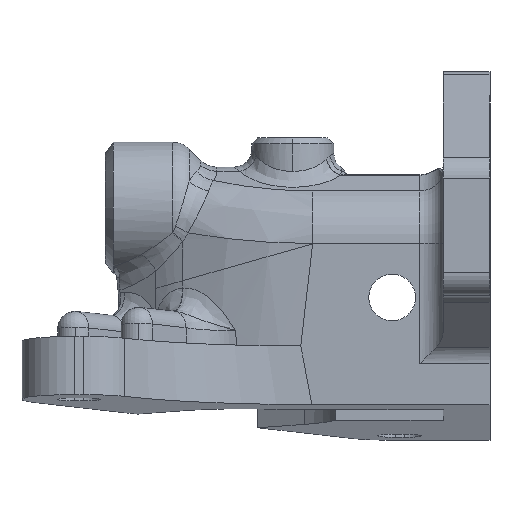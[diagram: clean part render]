
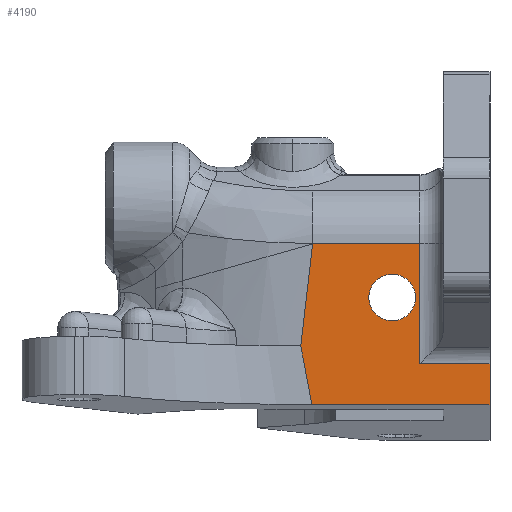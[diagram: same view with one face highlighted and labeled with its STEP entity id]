
A CAD part, left-side view. The second image highlights one B-rep face of the part: STEP entity #4190.
In plain terms, the highlighted planar face has unit normal (-1, 0, 0).
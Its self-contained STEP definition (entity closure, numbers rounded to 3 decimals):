
#249 = EDGE_CURVE ( 'NONE', #5808, #3576, #11350, .T. ) ;
#430 = CARTESIAN_POINT ( 'NONE',  ( -7.82, 0., -13.328 ) ) ;
#485 = VERTEX_POINT ( 'NONE', #430 ) ;
#491 = EDGE_CURVE ( 'NONE', #11273, #1563, #11280, .T. ) ;
#524 = DIRECTION ( 'NONE',  ( -1., 0., 0. ) ) ;
#583 = EDGE_CURVE ( 'NONE', #1563, #9075, #6468, .T. ) ;
#785 = CARTESIAN_POINT ( 'NONE',  ( -7.82, 15.716, -14.311 ) ) ;
#786 = CARTESIAN_POINT ( 'NONE',  ( -7.82, 0., -16.821 ) ) ;
#1064 = DIRECTION ( 'NONE',  ( 0., 0., 1. ) ) ;
#1129 = DIRECTION ( 'NONE',  ( 0., -0.116, 0.993 ) ) ;
#1236 = AXIS2_PLACEMENT_3D ( 'NONE', #7341, #2003, #1064 ) ;
#1467 = CARTESIAN_POINT ( 'NONE',  ( -7.82, 8.375, -7.655 ) ) ;
#1526 = LINE ( 'NONE', #1643, #4244 ) ;
#1563 = VERTEX_POINT ( 'NONE', #4651 ) ;
#1643 = CARTESIAN_POINT ( 'NONE',  ( -7.82, 0., -13.328 ) ) ;
#1777 = ORIENTED_EDGE ( 'NONE', *, *, #249, .F. ) ;
#1956 = FACE_BOUND ( 'NONE', #6286, .T. ) ;
#2003 = DIRECTION ( 'NONE',  ( -1., 0., 0. ) ) ;
#2274 = EDGE_CURVE ( 'NONE', #3481, #3925, #10739, .T. ) ;
#2364 = EDGE_CURVE ( 'NONE', #5808, #485, #10673, .T. ) ;
#2532 = EDGE_CURVE ( 'NONE', #485, #11273, #1526, .T. ) ;
#2541 = DIRECTION ( 'NONE',  ( 0., 0.186, 0.982 ) ) ;
#2616 = CARTESIAN_POINT ( 'NONE',  ( -7.82, 16.192, -11.8 ) ) ;
#2675 = AXIS2_PLACEMENT_3D ( 'NONE', #7939, #4447, #7993 ) ;
#2690 = CARTESIAN_POINT ( 'NONE',  ( -7.82, 0., -7.5 ) ) ;
#2794 = LINE ( 'NONE', #2910, #6228 ) ;
#2830 = CARTESIAN_POINT ( 'NONE',  ( -7.82, 8.375, -9.655 ) ) ;
#2848 = CARTESIAN_POINT ( 'NONE',  ( -7.82, 15.24, -16.821 ) ) ;
#2910 = CARTESIAN_POINT ( 'NONE',  ( -7.82, 15.173, 0.093 ) ) ;
#3239 = VECTOR ( 'NONE', #2541, 1000. ) ;
#3254 = EDGE_CURVE ( 'NONE', #11450, #8125, #7539, .T. ) ;
#3275 = CARTESIAN_POINT ( 'NONE',  ( -7.82, 6., -7.5 ) ) ;
#3348 = DIRECTION ( 'NONE',  ( 0., 1., 0. ) ) ;
#3395 = LINE ( 'NONE', #785, #3239 ) ;
#3481 = VERTEX_POINT ( 'NONE', #2616 ) ;
#3559 = EDGE_CURVE ( 'NONE', #3925, #9075, #2794, .T. ) ;
#3576 = VERTEX_POINT ( 'NONE', #2848 ) ;
#3925 = VERTEX_POINT ( 'NONE', #8409 ) ;
#4134 = EDGE_CURVE ( 'NONE', #3576, #3481, #3395, .T. ) ;
#4190 = ADVANCED_FACE ( 'NONE', ( #1956, #10688 ), #8172, .T. ) ;
#4244 = VECTOR ( 'NONE', #8609, 1000. ) ;
#4290 = EDGE_LOOP ( 'NONE', ( #5207, #4572, #10907, #5308, #5807, #6754, #1777, #7191 ) ) ;
#4415 = AXIS2_PLACEMENT_3D ( 'NONE', #1467, #524, #7671 ) ;
#4447 = DIRECTION ( 'NONE',  ( -1., 0., 0. ) ) ;
#4547 = DIRECTION ( 'NONE',  ( 0., 0., 1. ) ) ;
#4572 = ORIENTED_EDGE ( 'NONE', *, *, #491, .T. ) ;
#4577 = VECTOR ( 'NONE', #3348, 1000. ) ;
#4651 = CARTESIAN_POINT ( 'NONE',  ( -7.82, 6., -3.037 ) ) ;
#5207 = ORIENTED_EDGE ( 'NONE', *, *, #2532, .T. ) ;
#5308 = ORIENTED_EDGE ( 'NONE', *, *, #3559, .F. ) ;
#5807 = ORIENTED_EDGE ( 'NONE', *, *, #2274, .F. ) ;
#5808 = VERTEX_POINT ( 'NONE', #10271 ) ;
#6039 = CARTESIAN_POINT ( 'NONE',  ( -7.82, 8.375, -5.655 ) ) ;
#6076 = CIRCLE ( 'NONE', #4415, 2. ) ;
#6228 = VECTOR ( 'NONE', #6328, 1000. ) ;
#6286 = EDGE_LOOP ( 'NONE', ( #7128, #8191 ) ) ;
#6328 = DIRECTION ( 'NONE',  ( 0., 0., 1. ) ) ;
#6433 = VECTOR ( 'NONE', #6826, 1000. ) ;
#6468 = LINE ( 'NONE', #9915, #7929 ) ;
#6656 = VECTOR ( 'NONE', #4547, 1000. ) ;
#6754 = ORIENTED_EDGE ( 'NONE', *, *, #4134, .F. ) ;
#6826 = DIRECTION ( 'NONE',  ( 0., 0., 1. ) ) ;
#6838 = VECTOR ( 'NONE', #1129, 1000. ) ;
#7128 = ORIENTED_EDGE ( 'NONE', *, *, #7995, .F. ) ;
#7191 = ORIENTED_EDGE ( 'NONE', *, *, #2364, .T. ) ;
#7341 = CARTESIAN_POINT ( 'NONE',  ( -7.82, 8.375, -7.655 ) ) ;
#7539 = CIRCLE ( 'NONE', #1236, 2. ) ;
#7671 = DIRECTION ( 'NONE',  ( 0., 0., 1. ) ) ;
#7929 = VECTOR ( 'NONE', #9147, 1000. ) ;
#7939 = CARTESIAN_POINT ( 'NONE',  ( -7.82, 0., -7.5 ) ) ;
#7993 = DIRECTION ( 'NONE',  ( 0., 0., 1. ) ) ;
#7995 = EDGE_CURVE ( 'NONE', #8125, #11450, #6076, .T. ) ;
#8125 = VERTEX_POINT ( 'NONE', #6039 ) ;
#8172 = PLANE ( 'NONE',  #2675 ) ;
#8191 = ORIENTED_EDGE ( 'NONE', *, *, #3254, .F. ) ;
#8409 = CARTESIAN_POINT ( 'NONE',  ( -7.82, 15.173, -3.071 ) ) ;
#8609 = DIRECTION ( 'NONE',  ( 0., 1., 0. ) ) ;
#9075 = VERTEX_POINT ( 'NONE', #9202 ) ;
#9147 = DIRECTION ( 'NONE',  ( 0., 1., 0. ) ) ;
#9202 = CARTESIAN_POINT ( 'NONE',  ( -7.82, 15.173, -3.037 ) ) ;
#9915 = CARTESIAN_POINT ( 'NONE',  ( -7.82, 15.173, -3.037 ) ) ;
#10271 = CARTESIAN_POINT ( 'NONE',  ( -7.82, 0., -16.821 ) ) ;
#10608 = CARTESIAN_POINT ( 'NONE',  ( -7.82, 6., -13.328 ) ) ;
#10673 = LINE ( 'NONE', #2690, #6656 ) ;
#10688 = FACE_OUTER_BOUND ( 'NONE', #4290, .T. ) ;
#10739 = LINE ( 'NONE', #10856, #6838 ) ;
#10856 = CARTESIAN_POINT ( 'NONE',  ( -7.82, 15.682, -7.436 ) ) ;
#10907 = ORIENTED_EDGE ( 'NONE', *, *, #583, .T. ) ;
#11273 = VERTEX_POINT ( 'NONE', #10608 ) ;
#11280 = LINE ( 'NONE', #3275, #6433 ) ;
#11350 = LINE ( 'NONE', #786, #4577 ) ;
#11450 = VERTEX_POINT ( 'NONE', #2830 ) ;
